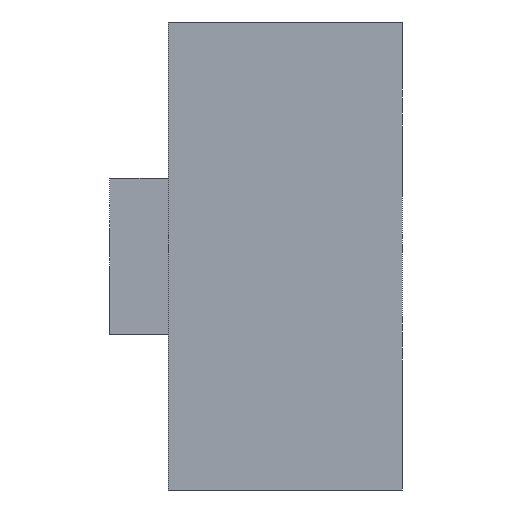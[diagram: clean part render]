
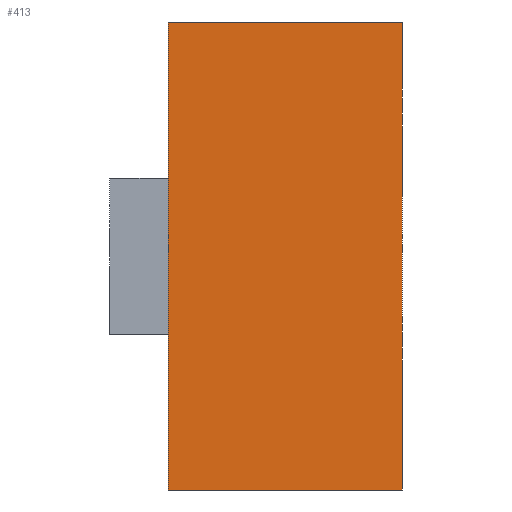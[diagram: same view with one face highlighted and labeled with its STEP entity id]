
A CAD part, front view. The second image highlights one B-rep face of the part: STEP entity #413.
In plain terms, the highlighted planar face has unit normal (0, -1, 0).
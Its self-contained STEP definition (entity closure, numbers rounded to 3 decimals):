
#5 = LINE ( 'NONE', #55, #331 ) ;
#31 = VECTOR ( 'NONE', #426, 1000. ) ;
#45 = EDGE_CURVE ( 'NONE', #302, #401, #5, .T. ) ;
#55 = CARTESIAN_POINT ( 'NONE',  ( 0., -6.868, 12. ) ) ;
#58 = ORIENTED_EDGE ( 'NONE', *, *, #186, .F. ) ;
#72 = DIRECTION ( 'NONE',  ( 0., 1., 0. ) ) ;
#76 = DIRECTION ( 'NONE',  ( 0., 0., -1. ) ) ;
#109 = VERTEX_POINT ( 'NONE', #434 ) ;
#119 = FACE_OUTER_BOUND ( 'NONE', #171, .T. ) ;
#123 = CARTESIAN_POINT ( 'NONE',  ( -6., -6.868, 0. ) ) ;
#140 = VECTOR ( 'NONE', #163, 1000. ) ;
#163 = DIRECTION ( 'NONE',  ( 1., 0., 0. ) ) ;
#171 = EDGE_LOOP ( 'NONE', ( #366, #58, #536, #394 ) ) ;
#177 = CARTESIAN_POINT ( 'NONE',  ( -6., -6.868, 12. ) ) ;
#186 = EDGE_CURVE ( 'NONE', #401, #109, #608, .T. ) ;
#198 = DIRECTION ( 'NONE',  ( -1., 0., 0. ) ) ;
#200 = LINE ( 'NONE', #592, #140 ) ;
#234 = CARTESIAN_POINT ( 'NONE',  ( 0., -6.868, 12. ) ) ;
#238 = CARTESIAN_POINT ( 'NONE',  ( 0., -6.868, 12. ) ) ;
#245 = DIRECTION ( 'NONE',  ( 1., 0., 0. ) ) ;
#302 = VERTEX_POINT ( 'NONE', #451 ) ;
#314 = EDGE_CURVE ( 'NONE', #554, #109, #200, .T. ) ;
#318 = LINE ( 'NONE', #177, #563 ) ;
#331 = VECTOR ( 'NONE', #245, 1000. ) ;
#339 = PLANE ( 'NONE',  #433 ) ;
#366 = ORIENTED_EDGE ( 'NONE', *, *, #314, .T. ) ;
#394 = ORIENTED_EDGE ( 'NONE', *, *, #609, .T. ) ;
#398 = CARTESIAN_POINT ( 'NONE',  ( 0., -6.868, 12. ) ) ;
#401 = VERTEX_POINT ( 'NONE', #398 ) ;
#413 = ADVANCED_FACE ( 'NONE', ( #119 ), #339, .F. ) ;
#426 = DIRECTION ( 'NONE',  ( 0., 0., -1. ) ) ;
#433 = AXIS2_PLACEMENT_3D ( 'NONE', #238, #72, #198 ) ;
#434 = CARTESIAN_POINT ( 'NONE',  ( 0., -6.868, 0. ) ) ;
#451 = CARTESIAN_POINT ( 'NONE',  ( -6., -6.868, 12. ) ) ;
#536 = ORIENTED_EDGE ( 'NONE', *, *, #45, .F. ) ;
#554 = VERTEX_POINT ( 'NONE', #123 ) ;
#563 = VECTOR ( 'NONE', #76, 1000. ) ;
#592 = CARTESIAN_POINT ( 'NONE',  ( 0., -6.868, 0. ) ) ;
#608 = LINE ( 'NONE', #234, #31 ) ;
#609 = EDGE_CURVE ( 'NONE', #302, #554, #318, .T. ) ;
